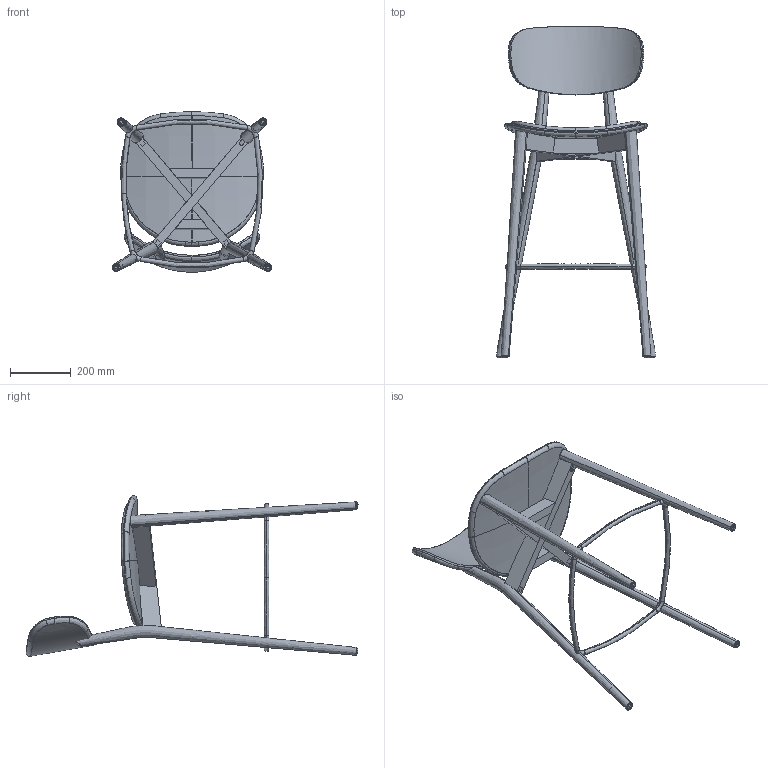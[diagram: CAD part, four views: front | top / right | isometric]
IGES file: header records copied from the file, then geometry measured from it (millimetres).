
Start section: SolidWorks IGES file using analytic representation for surfaces
Global section: file name: HE006.IGS; native system: SolidWorks 2022; preprocessor: SolidWorks 2022; author: Design.Exclusivo; date: 231115.102627; units: millimetre
Bounding box: 527.89 x 1096.22 x 530.33 mm (x, y, z)
Surface area: 1613018.4 mm2 (no closed solid volume)
Topology: 0 solids, 0 shells, 775 faces, 11732 edges, 11722 vertices
Faces by surface type: bspline 630, revolution 145
